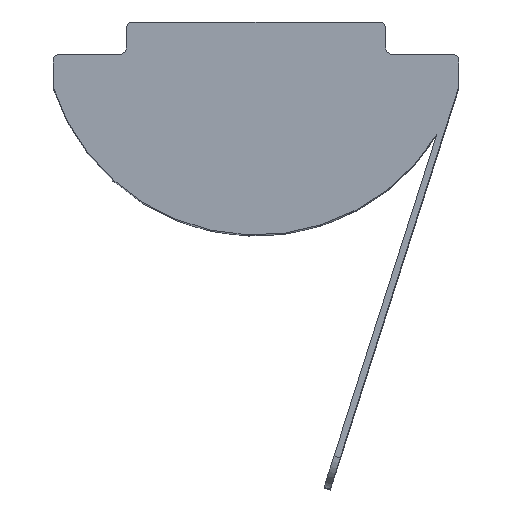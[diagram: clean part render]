
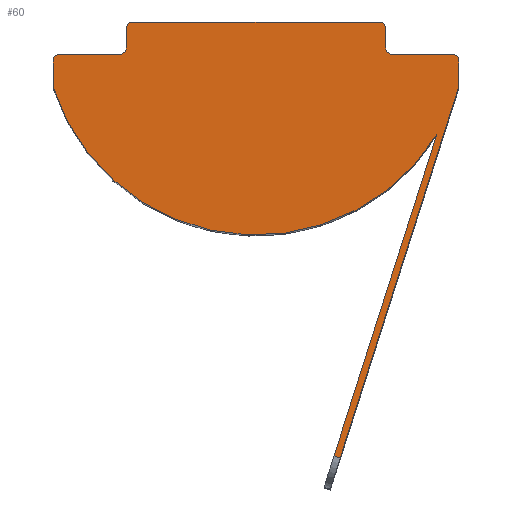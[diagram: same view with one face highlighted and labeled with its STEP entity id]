
A CAD part, top view. The second image highlights one B-rep face of the part: STEP entity #60.
In plain terms, the highlighted planar face has unit normal (0, 0, 1).
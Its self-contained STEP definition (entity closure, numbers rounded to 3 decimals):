
#6 = EDGE_CURVE ( 'NONE', #94, #599, #676, .T. ) ;
#7 = ORIENTED_EDGE ( 'NONE', *, *, #319, .T. ) ;
#8 = VECTOR ( 'NONE', #666, 1000. ) ;
#9 = CARTESIAN_POINT ( 'NONE',  ( 4., -1., 10. ) ) ;
#13 = VERTEX_POINT ( 'NONE', #593 ) ;
#25 = DIRECTION ( 'NONE',  ( 0., 1., 0. ) ) ;
#26 = VECTOR ( 'NONE', #378, 1000. ) ;
#33 = CARTESIAN_POINT ( 'NONE',  ( -3.8, -0.2, 10. ) ) ;
#40 = DIRECTION ( 'NONE',  ( 1., 0., 0. ) ) ;
#54 = CARTESIAN_POINT ( 'NONE',  ( 4., -1., 10. ) ) ;
#60 = ADVANCED_FACE ( 'NONE', ( #259 ), #791, .T. ) ;
#64 = CARTESIAN_POINT ( 'NONE',  ( 6.05, -1., 10. ) ) ;
#80 = VECTOR ( 'NONE', #677, 1000. ) ;
#81 = VECTOR ( 'NONE', #811, 1000. ) ;
#82 = CARTESIAN_POINT ( 'NONE',  ( -4., 0., 10. ) ) ;
#89 = LINE ( 'NONE', #9, #81 ) ;
#94 = VERTEX_POINT ( 'NONE', #64 ) ;
#114 = CIRCLE ( 'NONE', #999, 0.2 ) ;
#119 = CIRCLE ( 'NONE', #1064, 6.562 ) ;
#139 = VERTEX_POINT ( 'NONE', #977 ) ;
#163 = LINE ( 'NONE', #700, #374 ) ;
#173 = CARTESIAN_POINT ( 'NONE',  ( 6.25, -2., 10. ) ) ;
#180 = LINE ( 'NONE', #964, #987 ) ;
#183 = LINE ( 'NONE', #363, #26 ) ;
#187 = ORIENTED_EDGE ( 'NONE', *, *, #735, .T. ) ;
#195 = VERTEX_POINT ( 'NONE', #1073 ) ;
#207 = ORIENTED_EDGE ( 'NONE', *, *, #1087, .T. ) ;
#211 = EDGE_LOOP ( 'NONE', ( #7, #927, #816, #207, #746, #232, #1031, #224, #230, #739, #187, #1133, #418, #551, #492, #1105, #333 ) ) ;
#212 = CARTESIAN_POINT ( 'NONE',  ( 5.57, -3.47, 10. ) ) ;
#224 = ORIENTED_EDGE ( 'NONE', *, *, #982, .T. ) ;
#230 = ORIENTED_EDGE ( 'NONE', *, *, #1123, .T. ) ;
#232 = ORIENTED_EDGE ( 'NONE', *, *, #6, .T. ) ;
#233 = DIRECTION ( 'NONE',  ( -1., 0., 0. ) ) ;
#241 = VECTOR ( 'NONE', #360, 1000. ) ;
#248 = DIRECTION ( 'NONE',  ( 0., 0., 1. ) ) ;
#256 = DIRECTION ( 'NONE',  ( 1., 0., 0. ) ) ;
#259 = FACE_OUTER_BOUND ( 'NONE', #211, .T. ) ;
#260 = LINE ( 'NONE', #82, #241 ) ;
#271 = DIRECTION ( 'NONE',  ( -1., 0., 0. ) ) ;
#281 = DIRECTION ( 'NONE',  ( 1., 0., 0. ) ) ;
#286 = DIRECTION ( 'NONE',  ( 0., 0., -1. ) ) ;
#304 = LINE ( 'NONE', #409, #8 ) ;
#307 = DIRECTION ( 'NONE',  ( 0., 0., 1. ) ) ;
#313 = CIRCLE ( 'NONE', #969, 0.2 ) ;
#314 = LINE ( 'NONE', #857, #80 ) ;
#319 = EDGE_CURVE ( 'NONE', #1092, #13, #314, .T. ) ;
#320 = CARTESIAN_POINT ( 'NONE',  ( 6.05, -1.2, 10. ) ) ;
#333 = ORIENTED_EDGE ( 'NONE', *, *, #433, .T. ) ;
#341 = DIRECTION ( 'NONE',  ( 1., 0., 0. ) ) ;
#357 = VECTOR ( 'NONE', #271, 1000. ) ;
#360 = DIRECTION ( 'NONE',  ( -1., 0., 0. ) ) ;
#363 = CARTESIAN_POINT ( 'NONE',  ( 2.593, -13.429, 10. ) ) ;
#365 = CARTESIAN_POINT ( 'NONE',  ( 0., 0., 10. ) ) ;
#374 = VECTOR ( 'NONE', #537, 1000. ) ;
#377 = VERTEX_POINT ( 'NONE', #629 ) ;
#378 = DIRECTION ( 'NONE',  ( 0.952, -0.305, 0. ) ) ;
#379 = EDGE_CURVE ( 'NONE', #195, #139, #260, .T. ) ;
#399 = EDGE_CURVE ( 'NONE', #377, #1020, #1061, .T. ) ;
#409 = CARTESIAN_POINT ( 'NONE',  ( -6.25, -1., 10. ) ) ;
#416 = EDGE_CURVE ( 'NONE', #590, #661, #180, .T. ) ;
#418 = ORIENTED_EDGE ( 'NONE', *, *, #833, .T. ) ;
#423 = VERTEX_POINT ( 'NONE', #173 ) ;
#433 = EDGE_CURVE ( 'NONE', #1132, #1092, #119, .T. ) ;
#449 = EDGE_CURVE ( 'NONE', #764, #423, #163, .T. ) ;
#450 = AXIS2_PLACEMENT_3D ( 'NONE', #728, #286, #281 ) ;
#458 = VERTEX_POINT ( 'NONE', #1075 ) ;
#461 = EDGE_CURVE ( 'NONE', #1020, #681, #313, .T. ) ;
#466 = CIRCLE ( 'NONE', #765, 0.2 ) ;
#469 = EDGE_CURVE ( 'NONE', #599, #458, #466, .T. ) ;
#492 = ORIENTED_EDGE ( 'NONE', *, *, #461, .T. ) ;
#494 = CARTESIAN_POINT ( 'NONE',  ( -6.05, -1., 10. ) ) ;
#496 = CARTESIAN_POINT ( 'NONE',  ( -4., -0.8, 10. ) ) ;
#526 = CIRCLE ( 'NONE', #675, 0.2 ) ;
#529 = DIRECTION ( 'NONE',  ( 1., 0., 0. ) ) ;
#532 = CARTESIAN_POINT ( 'NONE',  ( 2.593, -13.429, 10. ) ) ;
#537 = DIRECTION ( 'NONE',  ( 0.305, 0.952, 0. ) ) ;
#551 = ORIENTED_EDGE ( 'NONE', *, *, #399, .T. ) ;
#559 = VECTOR ( 'NONE', #233, 1000. ) ;
#569 = CARTESIAN_POINT ( 'NONE',  ( -6.25, -2., 10. ) ) ;
#579 = CIRCLE ( 'NONE', #450, 0.2 ) ;
#583 = VERTEX_POINT ( 'NONE', #1016 ) ;
#590 = VERTEX_POINT ( 'NONE', #1005 ) ;
#593 = CARTESIAN_POINT ( 'NONE',  ( 2.402, -13.368, 10. ) ) ;
#599 = VERTEX_POINT ( 'NONE', #817 ) ;
#616 = DIRECTION ( 'NONE',  ( 0., 0., 1. ) ) ;
#617 = DIRECTION ( 'NONE',  ( 0., 0., 1. ) ) ;
#629 = CARTESIAN_POINT ( 'NONE',  ( -4.2, -1., 10. ) ) ;
#633 = CARTESIAN_POINT ( 'NONE',  ( -6.05, -1.2, 10. ) ) ;
#644 = EDGE_CURVE ( 'NONE', #752, #94, #1124, .T. ) ;
#652 = EDGE_CURVE ( 'NONE', #681, #1132, #304, .T. ) ;
#661 = VERTEX_POINT ( 'NONE', #496 ) ;
#666 = DIRECTION ( 'NONE',  ( 0., -1., 0. ) ) ;
#668 = DIRECTION ( 'NONE',  ( 1., 0., 0. ) ) ;
#675 = AXIS2_PLACEMENT_3D ( 'NONE', #33, #1029, #256 ) ;
#676 = LINE ( 'NONE', #54, #559 ) ;
#677 = DIRECTION ( 'NONE',  ( -0.305, -0.952, 0. ) ) ;
#680 = CARTESIAN_POINT ( 'NONE',  ( -6.25, -1.2, 10. ) ) ;
#681 = VERTEX_POINT ( 'NONE', #680 ) ;
#700 = CARTESIAN_POINT ( 'NONE',  ( 6.25, -2., 10. ) ) ;
#707 = CARTESIAN_POINT ( 'NONE',  ( 0., 0., 10. ) ) ;
#728 = CARTESIAN_POINT ( 'NONE',  ( -4.2, -0.8, 10. ) ) ;
#735 = EDGE_CURVE ( 'NONE', #139, #590, #526, .T. ) ;
#739 = ORIENTED_EDGE ( 'NONE', *, *, #379, .T. ) ;
#745 = LINE ( 'NONE', #843, #979 ) ;
#746 = ORIENTED_EDGE ( 'NONE', *, *, #644, .T. ) ;
#748 = AXIS2_PLACEMENT_3D ( 'NONE', #320, #846, #40 ) ;
#752 = VERTEX_POINT ( 'NONE', #784 ) ;
#764 = VERTEX_POINT ( 'NONE', #532 ) ;
#765 = AXIS2_PLACEMENT_3D ( 'NONE', #1150, #893, #881 ) ;
#784 = CARTESIAN_POINT ( 'NONE',  ( 6.25, -1.2, 10. ) ) ;
#791 = PLANE ( 'NONE',  #1007 ) ;
#811 = DIRECTION ( 'NONE',  ( 0., 1., 0. ) ) ;
#816 = ORIENTED_EDGE ( 'NONE', *, *, #449, .T. ) ;
#817 = CARTESIAN_POINT ( 'NONE',  ( 4.2, -1., 10. ) ) ;
#833 = EDGE_CURVE ( 'NONE', #661, #377, #579, .T. ) ;
#843 = CARTESIAN_POINT ( 'NONE',  ( 6.25, -1., 10. ) ) ;
#846 = DIRECTION ( 'NONE',  ( 0., 0., 1. ) ) ;
#857 = CARTESIAN_POINT ( 'NONE',  ( 6.06, -1.939, 10. ) ) ;
#881 = DIRECTION ( 'NONE',  ( 1., 0., 0. ) ) ;
#893 = DIRECTION ( 'NONE',  ( 0., 0., -1. ) ) ;
#927 = ORIENTED_EDGE ( 'NONE', *, *, #991, .T. ) ;
#964 = CARTESIAN_POINT ( 'NONE',  ( -4., 0., 10. ) ) ;
#969 = AXIS2_PLACEMENT_3D ( 'NONE', #633, #248, #529 ) ;
#976 = CARTESIAN_POINT ( 'NONE',  ( -4., -1., 10. ) ) ;
#977 = CARTESIAN_POINT ( 'NONE',  ( -3.8, 0., 10. ) ) ;
#979 = VECTOR ( 'NONE', #25, 1000. ) ;
#982 = EDGE_CURVE ( 'NONE', #458, #583, #89, .T. ) ;
#987 = VECTOR ( 'NONE', #1169, 1000. ) ;
#991 = EDGE_CURVE ( 'NONE', #13, #764, #183, .T. ) ;
#999 = AXIS2_PLACEMENT_3D ( 'NONE', #1014, #307, #668 ) ;
#1005 = CARTESIAN_POINT ( 'NONE',  ( -4., -0.2, 10. ) ) ;
#1007 = AXIS2_PLACEMENT_3D ( 'NONE', #707, #616, #341 ) ;
#1014 = CARTESIAN_POINT ( 'NONE',  ( 3.8, -0.2, 10. ) ) ;
#1016 = CARTESIAN_POINT ( 'NONE',  ( 4., -0.2, 10. ) ) ;
#1020 = VERTEX_POINT ( 'NONE', #494 ) ;
#1029 = DIRECTION ( 'NONE',  ( 0., 0., 1. ) ) ;
#1031 = ORIENTED_EDGE ( 'NONE', *, *, #469, .T. ) ;
#1061 = LINE ( 'NONE', #976, #357 ) ;
#1064 = AXIS2_PLACEMENT_3D ( 'NONE', #365, #617, #1161 ) ;
#1073 = CARTESIAN_POINT ( 'NONE',  ( 3.8, 0., 10. ) ) ;
#1075 = CARTESIAN_POINT ( 'NONE',  ( 4., -0.8, 10. ) ) ;
#1087 = EDGE_CURVE ( 'NONE', #423, #752, #745, .T. ) ;
#1092 = VERTEX_POINT ( 'NONE', #212 ) ;
#1105 = ORIENTED_EDGE ( 'NONE', *, *, #652, .T. ) ;
#1123 = EDGE_CURVE ( 'NONE', #583, #195, #114, .T. ) ;
#1124 = CIRCLE ( 'NONE', #748, 0.2 ) ;
#1132 = VERTEX_POINT ( 'NONE', #569 ) ;
#1133 = ORIENTED_EDGE ( 'NONE', *, *, #416, .T. ) ;
#1150 = CARTESIAN_POINT ( 'NONE',  ( 4.2, -0.8, 10. ) ) ;
#1161 = DIRECTION ( 'NONE',  ( 1., 0., 0. ) ) ;
#1169 = DIRECTION ( 'NONE',  ( 0., -1., 0. ) ) ;
